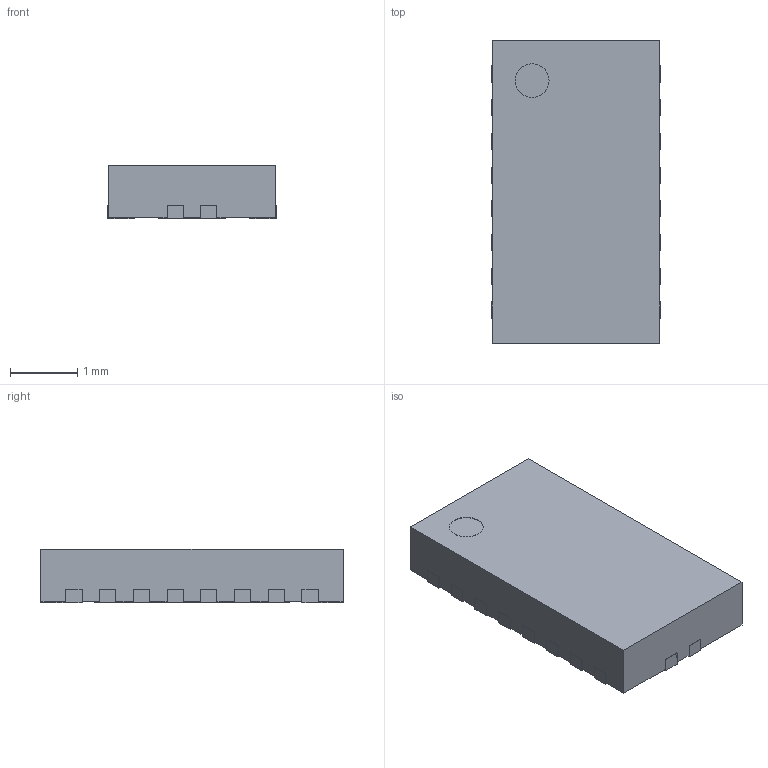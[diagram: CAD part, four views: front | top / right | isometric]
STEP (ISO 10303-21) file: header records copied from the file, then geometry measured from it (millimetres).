
FILE_DESCRIPTION(/* description */ ('model of WQFN-20-1EP_4.5x2.5mm_Pitch0.5mm_EP2.9x1.0mm'),/* implementation_level */ '2;1');
FILE_NAME(/* name */ 'WQFN-20-1EP_4.5x2.5mm_Pitch0.5mm_EP2.9x1.0mm.step',/* time_stamp */ '2018-04-17T13:35:41',/* author */ ('kicad StepUp','ksu'),/* organization */ ('FreeCAD'),/* preprocessor_version */ 'OCC',/* originating_system */ 'kicad StepUp',/* authorisation */ '');
FILE_SCHEMA(('AUTOMOTIVE_DESIGN { 1 0 10303 214 1 1 1 1 }'));
Length unit declared in the file: millimetre
Products named in the file (1): WQFN_20_1EP_45x25mm_Pitch05mm_EP29x10mm
Bounding box: 2.5 x 4.5 x 0.8 mm (x, y, z)
Volume: 8.8 mm3; surface area: 33.9 mm2
Topology: 1 solids, 1 shells, 134 faces, 390 edges, 260 vertices
Faces by surface type: plane 113, cylinder 21
Full cylindrical faces by diameter (mm): 0.5 x1
Entity records: 4900 total; most frequent: CARTESIAN_POINT 807, PCURVE 740, ORIENTED_EDGE 674, LINE 402, EDGE_CURVE 390, SURFACE_CURVE 369, VERTEX_POINT 260, AXIS2_PLACEMENT_3D 177
